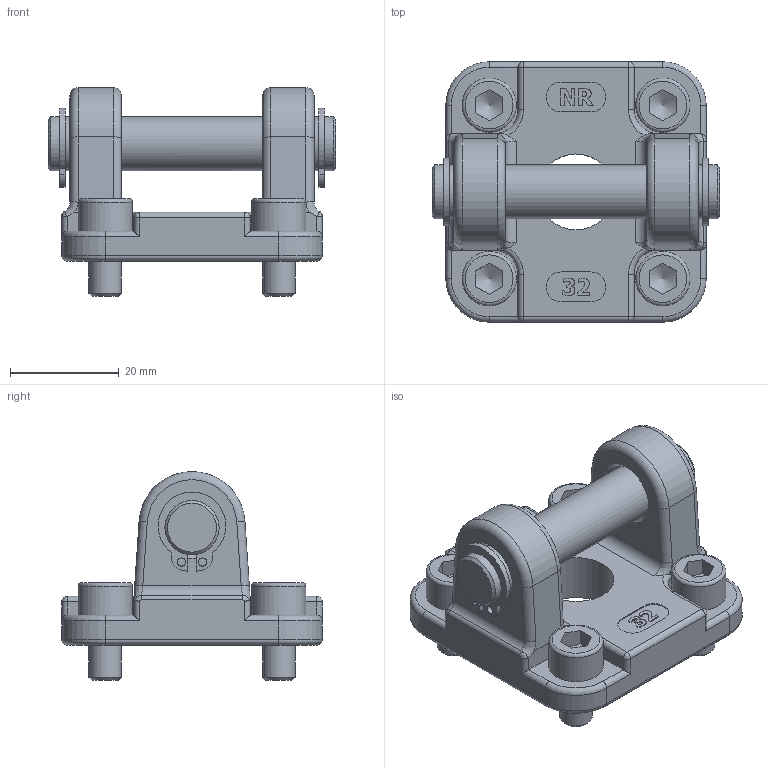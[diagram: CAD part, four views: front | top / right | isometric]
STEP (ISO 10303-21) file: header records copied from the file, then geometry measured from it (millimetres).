
FILE_DESCRIPTION(/* description */ (''),/* implementation_level */ '2;1');
FILE_NAME(/* name */ 'CAD_108245.stp',/* time_stamp */ '2021-01-19T10:12:40+01:00',/* author */ ('Hypex'),/* organization */ ('Hypex'),/* preprocessor_version */ 'ST-DEVELOPER v18',/* originating_system */ 'Autodesk Inventor 2020',/* authorisation */ '');
FILE_SCHEMA (('AUTOMOTIVE_DESIGN { 1 0 10303 214 3 1 1 }'));
Length unit declared in the file: millimetre
Products named in the file (1): CAD_108245
Bounding box: 53 x 48 x 38.5 mm (x, y, z)
Volume: 29184.2 mm3; surface area: 12433.2 mm2
Topology: 1 solids, 1 shells, 306 faces, 816 edges, 533 vertices
Faces by surface type: plane 130, cylinder 86, bspline 48, torus 24, cone 14, sphere 4
Full cylindrical faces by diameter (mm): 1.5 x4, 6 x4, 7 x4, 9.5 x2, 10 x7, 14 x1
Entity records: 10777 total; most frequent: CARTESIAN_POINT 2955, ORIENTED_EDGE 1624, DIRECTION 1449, EDGE_CURVE 812, VERTEX_POINT 533, AXIS2_PLACEMENT_3D 522, LINE 405, VECTOR 405
